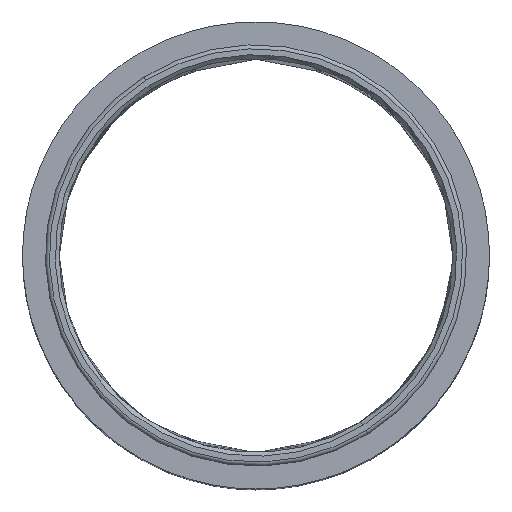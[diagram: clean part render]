
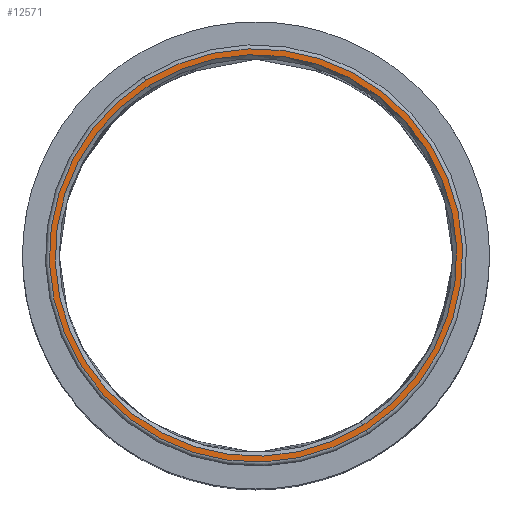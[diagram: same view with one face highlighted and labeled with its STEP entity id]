
A CAD part, top view. The second image highlights one B-rep face of the part: STEP entity #12571.
In plain terms, the highlighted planar face has unit normal (0, 0, 1).
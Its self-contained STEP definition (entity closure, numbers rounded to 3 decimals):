
#454 = FACE_OUTER_BOUND ( 'NONE', #12523, .T. ) ;
#1561 = CARTESIAN_POINT ( 'NONE',  ( 0., 0., 1500. ) ) ;
#1667 = DIRECTION ( 'NONE',  ( -0.533, 0.846, 0. ) ) ;
#2102 = DIRECTION ( 'NONE',  ( -0.533, 0.846, 0. ) ) ;
#2803 = CIRCLE ( 'NONE', #8714, 510. ) ;
#2935 = DIRECTION ( 'NONE',  ( 0., 0., -1. ) ) ;
#3134 = DIRECTION ( 'NONE',  ( 0., 0., -1. ) ) ;
#3377 = AXIS2_PLACEMENT_3D ( 'NONE', #12897, #20028, #19912 ) ;
#4552 = VERTEX_POINT ( 'NONE', #16469 ) ;
#5573 = ORIENTED_EDGE ( 'NONE', *, *, #14796, .T. ) ;
#5669 = DIRECTION ( 'NONE',  ( 0., 0., -1. ) ) ;
#5929 = AXIS2_PLACEMENT_3D ( 'NONE', #7179, #17451, #1667 ) ;
#6023 = VERTEX_POINT ( 'NONE', #13720 ) ;
#6852 = DIRECTION ( 'NONE',  ( -0.533, 0.846, 0. ) ) ;
#7179 = CARTESIAN_POINT ( 'NONE',  ( 0., 0., 1500. ) ) ;
#7189 = ORIENTED_EDGE ( 'NONE', *, *, #11358, .F. ) ;
#7828 = FACE_BOUND ( 'NONE', #20932, .T. ) ;
#8559 = CIRCLE ( 'NONE', #17013, 525. ) ;
#8714 = AXIS2_PLACEMENT_3D ( 'NONE', #17195, #3134, #17306 ) ;
#10446 = ORIENTED_EDGE ( 'NONE', *, *, #19293, .T. ) ;
#11358 = EDGE_CURVE ( 'NONE', #18735, #4552, #15875, .T. ) ;
#12523 = EDGE_LOOP ( 'NONE', ( #21374, #7189 ) ) ;
#12571 = ADVANCED_FACE ( 'NONE', ( #7828, #454 ), #13015, .T. ) ;
#12897 = CARTESIAN_POINT ( 'NONE',  ( 0., 0., 1500. ) ) ;
#13015 = PLANE ( 'NONE',  #3377 ) ;
#13329 = AXIS2_PLACEMENT_3D ( 'NONE', #17560, #5669, #2102 ) ;
#13720 = CARTESIAN_POINT ( 'NONE',  ( -271.588, 431.671, 1500. ) ) ;
#14796 = EDGE_CURVE ( 'NONE', #17796, #6023, #17000, .T. ) ;
#15426 = EDGE_CURVE ( 'NONE', #4552, #18735, #8559, .T. ) ;
#15875 = CIRCLE ( 'NONE', #5929, 525. ) ;
#16469 = CARTESIAN_POINT ( 'NONE',  ( -279.576, 444.367, 1500. ) ) ;
#16970 = CARTESIAN_POINT ( 'NONE',  ( 271.588, -431.671, 1500. ) ) ;
#17000 = CIRCLE ( 'NONE', #13329, 510. ) ;
#17013 = AXIS2_PLACEMENT_3D ( 'NONE', #1561, #2935, #6852 ) ;
#17195 = CARTESIAN_POINT ( 'NONE',  ( 0., 0., 1500. ) ) ;
#17306 = DIRECTION ( 'NONE',  ( -0.533, 0.846, 0. ) ) ;
#17451 = DIRECTION ( 'NONE',  ( 0., 0., -1. ) ) ;
#17560 = CARTESIAN_POINT ( 'NONE',  ( 0., 0., 1500. ) ) ;
#17796 = VERTEX_POINT ( 'NONE', #16970 ) ;
#18735 = VERTEX_POINT ( 'NONE', #22577 ) ;
#19293 = EDGE_CURVE ( 'NONE', #6023, #17796, #2803, .T. ) ;
#19912 = DIRECTION ( 'NONE',  ( 1., 0., 0. ) ) ;
#20028 = DIRECTION ( 'NONE',  ( 0., 0., 1. ) ) ;
#20932 = EDGE_LOOP ( 'NONE', ( #5573, #10446 ) ) ;
#21374 = ORIENTED_EDGE ( 'NONE', *, *, #15426, .F. ) ;
#22577 = CARTESIAN_POINT ( 'NONE',  ( 279.576, -444.367, 1500. ) ) ;
